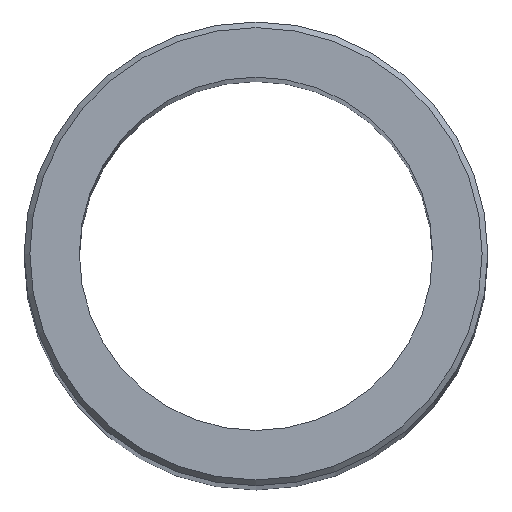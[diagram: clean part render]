
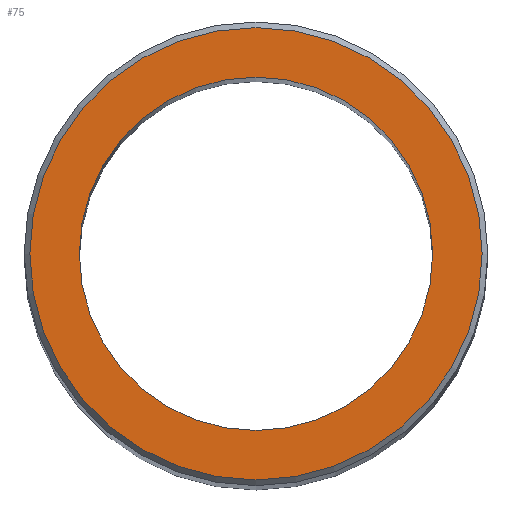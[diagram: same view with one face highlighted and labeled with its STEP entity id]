
A CAD part, top view. The second image highlights one B-rep face of the part: STEP entity #75.
In plain terms, the highlighted planar face has unit normal (0, 0, 1).
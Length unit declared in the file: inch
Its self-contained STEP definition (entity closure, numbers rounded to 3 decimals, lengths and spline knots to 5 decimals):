
#19=FACE_BOUND('',#32,.T.);
#25=FACE_OUTER_BOUND('',#31,.T.);
#31=EDGE_LOOP('',(#61));
#32=EDGE_LOOP('',(#62));
#43=CIRCLE('',#84,0.48);
#44=CIRCLE('',#85,0.375);
#49=VERTEX_POINT('',#123);
#50=VERTEX_POINT('',#125);
#55=EDGE_CURVE('',#49,#49,#43,.T.);
#56=EDGE_CURVE('',#50,#50,#44,.T.);
#61=ORIENTED_EDGE('',*,*,#55,.F.);
#62=ORIENTED_EDGE('',*,*,#56,.T.);
#73=PLANE('',#83);
#75=ADVANCED_FACE('',(#25,#19),#73,.T.);
#83=AXIS2_PLACEMENT_3D('',#122,#97,#98);
#84=AXIS2_PLACEMENT_3D('',#124,#99,#100);
#85=AXIS2_PLACEMENT_3D('',#126,#101,#102);
#97=DIRECTION('center_axis',(0.,0.,1.));
#98=DIRECTION('ref_axis',(1.,0.,0.));
#99=DIRECTION('center_axis',(0.,0.,-1.));
#100=DIRECTION('ref_axis',(0.,1.,0.));
#101=DIRECTION('center_axis',(0.,0.,-1.));
#102=DIRECTION('ref_axis',(0.,1.,0.));
#122=CARTESIAN_POINT('Origin',(0.,0.4275,2.651));
#123=CARTESIAN_POINT('',(0.,0.48,2.651));
#124=CARTESIAN_POINT('Origin',(0.,0.,2.651));
#125=CARTESIAN_POINT('',(0.,0.375,2.651));
#126=CARTESIAN_POINT('Origin',(0.,0.,2.651));
